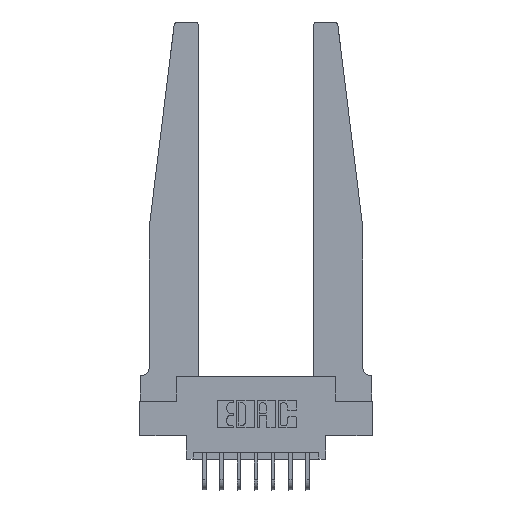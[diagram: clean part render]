
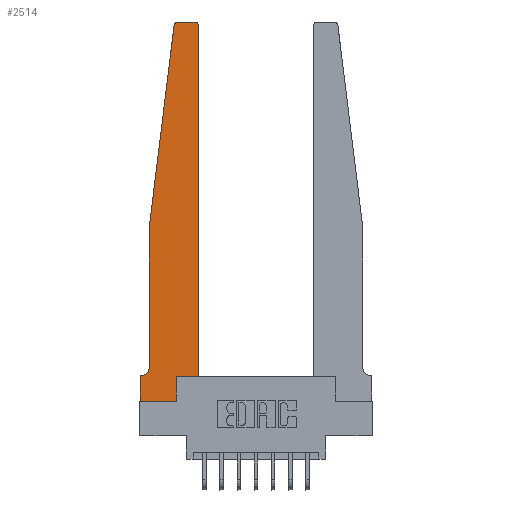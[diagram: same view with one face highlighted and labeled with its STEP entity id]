
A CAD part, top view. The second image highlights one B-rep face of the part: STEP entity #2514.
In plain terms, the highlighted planar face has unit normal (0, 0, 1).
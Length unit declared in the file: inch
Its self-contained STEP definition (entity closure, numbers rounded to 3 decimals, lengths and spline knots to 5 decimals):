
#104 = VERTEX_POINT ( 'NONE', #12638 ) ;
#108 = VERTEX_POINT ( 'NONE', #15455 ) ;
#521 = CARTESIAN_POINT ( 'NONE',  ( 0., 0.1875, 0.37 ) ) ;
#562 = VERTEX_POINT ( 'NONE', #15266 ) ;
#873 = DIRECTION ( 'NONE',  ( -1., 0., 0. ) ) ;
#966 = VECTOR ( 'NONE', #3984, 39.37008 ) ;
#1057 = CARTESIAN_POINT ( 'NONE',  ( 0.27653, 2.75, 0.37 ) ) ;
#1101 = EDGE_CURVE ( 'NONE', #4918, #13810, #7094, .T. ) ;
#1370 = CARTESIAN_POINT ( 'NONE',  ( 0.425, 0.18, 0.37 ) ) ;
#1564 = LINE ( 'NONE', #6612, #13023 ) ;
#1675 = ORIENTED_EDGE ( 'NONE', *, *, #11918, .T. ) ;
#1789 = LINE ( 'NONE', #3207, #3468 ) ;
#1802 = DIRECTION ( 'NONE',  ( 0., 1., 0. ) ) ;
#2043 = VECTOR ( 'NONE', #9822, 39.37008 ) ;
#2090 = VERTEX_POINT ( 'NONE', #11518 ) ;
#2123 = DIRECTION ( 'NONE',  ( 1., 0., 0. ) ) ;
#2132 = CARTESIAN_POINT ( 'NONE',  ( 0.015, 0.2375, 0.37 ) ) ;
#2163 = ORIENTED_EDGE ( 'NONE', *, *, #16303, .T. ) ;
#2194 = DIRECTION ( 'NONE',  ( 0., 0., 1. ) ) ;
#2297 = EDGE_CURVE ( 'NONE', #8445, #5126, #3233, .T. ) ;
#2514 = ADVANCED_FACE ( 'NONE', ( #3449 ), #7408, .T. ) ;
#2688 = ORIENTED_EDGE ( 'NONE', *, *, #11588, .T. ) ;
#3176 = ORIENTED_EDGE ( 'NONE', *, *, #3493, .T. ) ;
#3184 = CIRCLE ( 'NONE', #10827, 0.03 ) ;
#3207 = CARTESIAN_POINT ( 'NONE',  ( 0.065, 1.25, 0.37 ) ) ;
#3233 = LINE ( 'NONE', #16044, #7042 ) ;
#3366 = DIRECTION ( 'NONE',  ( 1., 0., 0. ) ) ;
#3383 = CARTESIAN_POINT ( 'NONE',  ( 0.395, 2.72, 0.37 ) ) ;
#3392 = DIRECTION ( 'NONE',  ( 0., -1., 0. ) ) ;
#3449 = FACE_OUTER_BOUND ( 'NONE', #11977, .T. ) ;
#3468 = VECTOR ( 'NONE', #15709, 39.37008 ) ;
#3493 = EDGE_CURVE ( 'NONE', #9532, #562, #9993, .T. ) ;
#3804 = VECTOR ( 'NONE', #12377, 39.37008 ) ;
#3984 = DIRECTION ( 'NONE',  ( -0.122, -0.992, 0. ) ) ;
#4200 = AXIS2_PLACEMENT_3D ( 'NONE', #3383, #10672, #4391 ) ;
#4206 = ORIENTED_EDGE ( 'NONE', *, *, #2297, .T. ) ;
#4298 = DIRECTION ( 'NONE',  ( 0., 0., 1. ) ) ;
#4391 = DIRECTION ( 'NONE',  ( 1., 0., 0. ) ) ;
#4629 = CARTESIAN_POINT ( 'NONE',  ( 0.015, 0.1875, 0.37 ) ) ;
#4676 = EDGE_CURVE ( 'NONE', #2090, #6566, #5856, .T. ) ;
#4889 = EDGE_CURVE ( 'NONE', #6073, #15560, #3184, .T. ) ;
#4918 = VERTEX_POINT ( 'NONE', #12981 ) ;
#5008 = CARTESIAN_POINT ( 'NONE',  ( 0.2605, 0., 0.37 ) ) ;
#5039 = AXIS2_PLACEMENT_3D ( 'NONE', #2132, #7172, #873 ) ;
#5126 = VERTEX_POINT ( 'NONE', #521 ) ;
#5220 = CARTESIAN_POINT ( 'NONE',  ( 0.065, 1.25, 0.37 ) ) ;
#5360 = CARTESIAN_POINT ( 'NONE',  ( 0.27653, 2.72, 0.37 ) ) ;
#5563 = ORIENTED_EDGE ( 'NONE', *, *, #15312, .T. ) ;
#5856 = LINE ( 'NONE', #10906, #7923 ) ;
#6073 = VERTEX_POINT ( 'NONE', #1057 ) ;
#6566 = VERTEX_POINT ( 'NONE', #1370 ) ;
#6612 = CARTESIAN_POINT ( 'NONE',  ( 0.2605, 0.18, 0.37 ) ) ;
#6898 = EDGE_CURVE ( 'NONE', #13810, #2090, #1564, .T. ) ;
#7017 = DIRECTION ( 'NONE',  ( -1., 0., 0. ) ) ;
#7042 = VECTOR ( 'NONE', #7017, 39.37008 ) ;
#7094 = LINE ( 'NONE', #12332, #14981 ) ;
#7172 = DIRECTION ( 'NONE',  ( 0., 0., -1. ) ) ;
#7245 = CARTESIAN_POINT ( 'NONE',  ( 0.25, 2.75, 0.37 ) ) ;
#7312 = LINE ( 'NONE', #13795, #3804 ) ;
#7315 = AXIS2_PLACEMENT_3D ( 'NONE', #8487, #2194, #3366 ) ;
#7408 = PLANE ( 'NONE',  #7315 ) ;
#7923 = VECTOR ( 'NONE', #2123, 39.37008 ) ;
#7996 = DIRECTION ( 'NONE',  ( 1., 0., 0. ) ) ;
#8044 = ORIENTED_EDGE ( 'NONE', *, *, #4676, .T. ) ;
#8445 = VERTEX_POINT ( 'NONE', #4629 ) ;
#8487 = CARTESIAN_POINT ( 'NONE',  ( 0., 0.1875, 0.37 ) ) ;
#9006 = ORIENTED_EDGE ( 'NONE', *, *, #6898, .T. ) ;
#9532 = VERTEX_POINT ( 'NONE', #10028 ) ;
#9664 = LINE ( 'NONE', #14733, #13806 ) ;
#9822 = DIRECTION ( 'NONE',  ( -1., 0., 0. ) ) ;
#9993 = CIRCLE ( 'NONE', #4200, 0.03 ) ;
#10028 = CARTESIAN_POINT ( 'NONE',  ( 0.425, 2.72, 0.37 ) ) ;
#10255 = EDGE_CURVE ( 'NONE', #6566, #9532, #7312, .T. ) ;
#10614 = ORIENTED_EDGE ( 'NONE', *, *, #1101, .T. ) ;
#10672 = DIRECTION ( 'NONE',  ( 0., 0., 1. ) ) ;
#10827 = AXIS2_PLACEMENT_3D ( 'NONE', #5360, #4298, #7996 ) ;
#10906 = CARTESIAN_POINT ( 'NONE',  ( 0.425, 0.18, 0.37 ) ) ;
#11518 = CARTESIAN_POINT ( 'NONE',  ( 0.2605, 0.18, 0.37 ) ) ;
#11588 = EDGE_CURVE ( 'NONE', #15560, #108, #12669, .T. ) ;
#11918 = EDGE_CURVE ( 'NONE', #562, #6073, #13564, .T. ) ;
#11977 = EDGE_LOOP ( 'NONE', ( #1675, #15776, #2688, #5563, #14584, #4206, #2163, #10614, #9006, #8044, #13243, #3176 ) ) ;
#12332 = CARTESIAN_POINT ( 'NONE',  ( 0., 0., 0.37 ) ) ;
#12377 = DIRECTION ( 'NONE',  ( 0., 1., 0. ) ) ;
#12638 = CARTESIAN_POINT ( 'NONE',  ( 0.065, 0.2375, 0.37 ) ) ;
#12669 = LINE ( 'NONE', #5220, #966 ) ;
#12981 = CARTESIAN_POINT ( 'NONE',  ( 0., 0., 0.37 ) ) ;
#13023 = VECTOR ( 'NONE', #1802, 39.37008 ) ;
#13204 = CIRCLE ( 'NONE', #5039, 0.05 ) ;
#13243 = ORIENTED_EDGE ( 'NONE', *, *, #10255, .T. ) ;
#13330 = DIRECTION ( 'NONE',  ( 1., 0., 0. ) ) ;
#13564 = LINE ( 'NONE', #7245, #2043 ) ;
#13795 = CARTESIAN_POINT ( 'NONE',  ( 0.425, 0.18, 0.37 ) ) ;
#13806 = VECTOR ( 'NONE', #3392, 39.37008 ) ;
#13810 = VERTEX_POINT ( 'NONE', #5008 ) ;
#13990 = EDGE_CURVE ( 'NONE', #104, #8445, #13204, .T. ) ;
#14274 = CARTESIAN_POINT ( 'NONE',  ( 0.24675, 2.72367, 0.37 ) ) ;
#14584 = ORIENTED_EDGE ( 'NONE', *, *, #13990, .T. ) ;
#14733 = CARTESIAN_POINT ( 'NONE',  ( 0., 0., 0.37 ) ) ;
#14981 = VECTOR ( 'NONE', #13330, 39.37008 ) ;
#15266 = CARTESIAN_POINT ( 'NONE',  ( 0.395, 2.75, 0.37 ) ) ;
#15312 = EDGE_CURVE ( 'NONE', #108, #104, #1789, .T. ) ;
#15455 = CARTESIAN_POINT ( 'NONE',  ( 0.065, 1.25, 0.37 ) ) ;
#15560 = VERTEX_POINT ( 'NONE', #14274 ) ;
#15709 = DIRECTION ( 'NONE',  ( 0., -1., 0. ) ) ;
#15776 = ORIENTED_EDGE ( 'NONE', *, *, #4889, .T. ) ;
#16044 = CARTESIAN_POINT ( 'NONE',  ( 0.065, 0.1875, 0.37 ) ) ;
#16303 = EDGE_CURVE ( 'NONE', #5126, #4918, #9664, .T. ) ;
